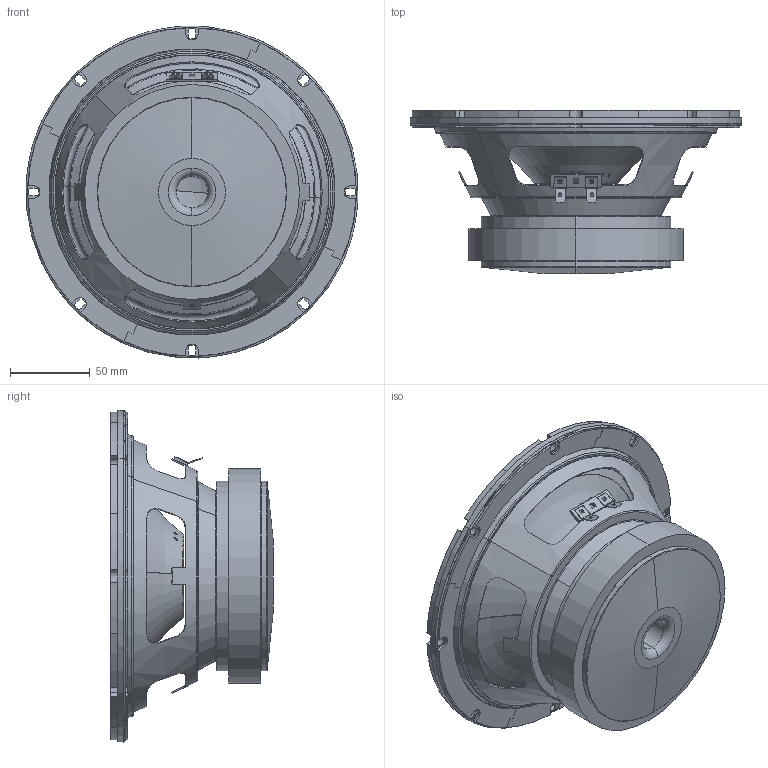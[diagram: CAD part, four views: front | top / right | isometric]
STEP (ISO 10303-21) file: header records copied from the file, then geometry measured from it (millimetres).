
FILE_DESCRIPTION (( 'STEP AP203' ), '1' );
FILE_NAME ('110 8inch.STEP', '2023-04-13T03:09:09', ( '微软用户' ), ( '微软中国' ), 'SwSTEP 2.0', 'SolidWorks 2020', '' );
FILE_SCHEMA (( 'CONFIG_CONTROL_DESIGN' ));
Length unit declared in the file: millimetre
Products named in the file (1): 110 8inch
Bounding box: 208.42 x 102.25 x 208.42 mm (x, y, z)
Surface area: 214759.2 mm2 (no closed solid volume)
Topology: 0 solids, 20 shells, 354 faces, 1083 edges, 751 vertices
Faces by surface type: plane 128, cylinder 108, torus 42, bspline 42, cone 32, sphere 2
Entity records: 14455 total; most frequent: CARTESIAN_POINT 4963, DIRECTION 1957, ORIENTED_EDGE 1790, EDGE_CURVE 1083, VERTEX_POINT 751, AXIS2_PLACEMENT_3D 733, LINE 491, VECTOR 491
